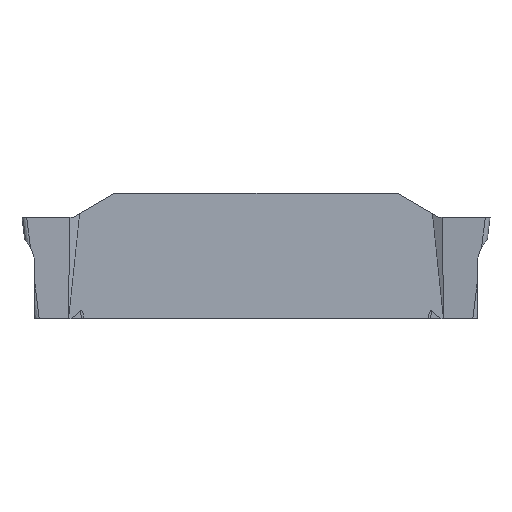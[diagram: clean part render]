
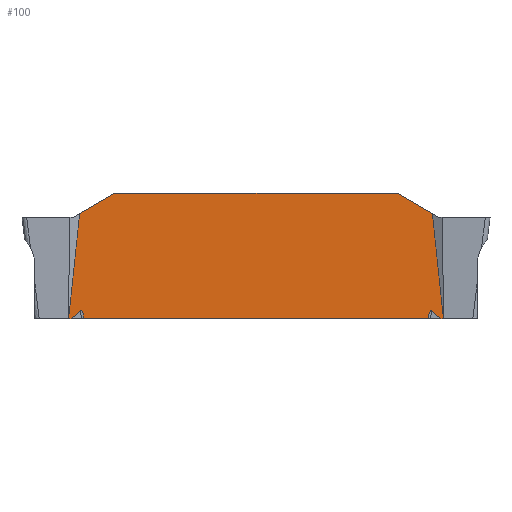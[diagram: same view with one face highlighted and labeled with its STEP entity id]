
A CAD part, left-side view. The second image highlights one B-rep face of the part: STEP entity #100.
In plain terms, the highlighted planar face has unit normal (-1, 0, 0).
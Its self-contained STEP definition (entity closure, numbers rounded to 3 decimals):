
#73=B_SPLINE_CURVE_WITH_KNOTS('',3,(#1309,#1310,#1311,#1312,#1313,#1314,
#1315,#1316,#1317,#1318,#1319,#1320,#1321,#1322,#1323,#1324,#1325,#1326,
#1327,#1328,#1329,#1330,#1331,#1332,#1333),.UNSPECIFIED.,.F.,.F.,(4,3,3,
3,3,3,3,3,4),(0.,0.018,0.037,0.054,
0.075,0.114,0.247,0.885,
1.),.UNSPECIFIED.);
#74=B_SPLINE_CURVE_WITH_KNOTS('',3,(#1334,#1335,#1336,#1337,#1338,#1339,
#1340,#1341,#1342,#1343,#1344,#1345,#1346,#1347,#1348,#1349,#1350,#1351,
#1352,#1353,#1354,#1355,#1356,#1357,#1358,#1359,#1360,#1361,#1362,#1363,
#1364,#1365,#1366,#1367),.UNSPECIFIED.,.F.,.F.,(4,3,3,3,3,3,3,3,3,3,3,4),
(0.,0.366,0.584,0.716,0.798,
0.868,0.911,0.934,0.952,
0.971,0.986,1.),.UNSPECIFIED.);
#100=ADVANCED_FACE('SIDE_IB_1_SU5',(#166),#138,.F.);
#138=PLANE('',#873);
#166=FACE_OUTER_BOUND('',#208,.T.);
#208=EDGE_LOOP('',(#439,#440,#441,#442,#443,#444,#445,#446,#447,#448,#449,
#450));
#251=LINE('',#1107,#319);
#253=LINE('',#1115,#321);
#255=LINE('',#1123,#323);
#273=LINE('',#1307,#341);
#274=LINE('',#1369,#342);
#275=LINE('',#1370,#343);
#276=LINE('',#1372,#344);
#277=LINE('',#1374,#345);
#278=LINE('',#1376,#346);
#279=LINE('',#1378,#347);
#319=VECTOR('',#914,1.);
#321=VECTOR('',#916,1.);
#323=VECTOR('',#918,1.);
#341=VECTOR('',#958,1.);
#342=VECTOR('',#959,1.);
#343=VECTOR('',#960,1.);
#344=VECTOR('',#961,1.);
#345=VECTOR('',#962,1.);
#346=VECTOR('',#963,1.);
#347=VECTOR('',#964,1.);
#439=ORIENTED_EDGE('',*,*,#753,.T.);
#440=ORIENTED_EDGE('',*,*,#754,.T.);
#441=ORIENTED_EDGE('',*,*,#714,.F.);
#442=ORIENTED_EDGE('',*,*,#755,.T.);
#443=ORIENTED_EDGE('',*,*,#756,.T.);
#444=ORIENTED_EDGE('',*,*,#711,.F.);
#445=ORIENTED_EDGE('',*,*,#757,.T.);
#446=ORIENTED_EDGE('',*,*,#758,.F.);
#447=ORIENTED_EDGE('',*,*,#759,.F.);
#448=ORIENTED_EDGE('',*,*,#760,.F.);
#449=ORIENTED_EDGE('',*,*,#761,.T.);
#450=ORIENTED_EDGE('',*,*,#717,.F.);
#631=VERTEX_POINT('',#1106);
#632=VERTEX_POINT('',#1108);
#634=VERTEX_POINT('',#1114);
#635=VERTEX_POINT('',#1116);
#637=VERTEX_POINT('',#1122);
#638=VERTEX_POINT('',#1124);
#667=VERTEX_POINT('',#1308);
#668=VERTEX_POINT('',#1368);
#669=VERTEX_POINT('',#1371);
#670=VERTEX_POINT('',#1373);
#671=VERTEX_POINT('',#1375);
#672=VERTEX_POINT('',#1377);
#711=EDGE_CURVE('',#631,#632,#251,.T.);
#714=EDGE_CURVE('',#634,#635,#253,.T.);
#717=EDGE_CURVE('',#637,#638,#255,.T.);
#753=EDGE_CURVE('',#637,#667,#273,.T.);
#754=EDGE_CURVE('',#667,#635,#73,.T.);
#755=EDGE_CURVE('',#634,#668,#74,.T.);
#756=EDGE_CURVE('',#668,#632,#274,.T.);
#757=EDGE_CURVE('',#631,#669,#275,.T.);
#758=EDGE_CURVE('',#670,#669,#276,.T.);
#759=EDGE_CURVE('',#671,#670,#277,.T.);
#760=EDGE_CURVE('',#672,#671,#278,.T.);
#761=EDGE_CURVE('',#672,#638,#279,.T.);
#873=AXIS2_PLACEMENT_3D('',#1379,#965,#966);
#914=DIRECTION('',(0.,1.,0.));
#916=DIRECTION('',(0.,1.,0.));
#918=DIRECTION('',(0.,1.,0.));
#958=DIRECTION('',(0.,-0.769,0.64));
#959=DIRECTION('',(0.,-0.769,-0.64));
#960=DIRECTION('',(0.,0.104,0.995));
#961=DIRECTION('',(0.,-0.866,-0.5));
#962=DIRECTION('',(0.,-1.,0.));
#963=DIRECTION('',(0.,-0.866,0.5));
#964=DIRECTION('',(0.,0.104,-0.995));
#965=DIRECTION('',(1.,0.,0.));
#966=DIRECTION('',(0.,0.,-1.));
#1106=CARTESIAN_POINT('',(-0.8,-8.272,-4.47));
#1107=CARTESIAN_POINT('',(-0.8,0.,-4.47));
#1108=CARTESIAN_POINT('',(-0.8,-8.163,-4.47));
#1114=CARTESIAN_POINT('',(-0.8,-7.586,-4.47));
#1115=CARTESIAN_POINT('',(-0.8,0.,-4.47));
#1116=CARTESIAN_POINT('',(-0.8,7.586,-4.47));
#1122=CARTESIAN_POINT('',(-0.8,8.163,-4.47));
#1123=CARTESIAN_POINT('',(-0.8,0.,-4.47));
#1124=CARTESIAN_POINT('',(-0.8,8.272,-4.47));
#1307=CARTESIAN_POINT('',(-0.8,1.143,1.373));
#1308=CARTESIAN_POINT('',(-0.8,7.729,-4.109));
#1309=CARTESIAN_POINT('',(-0.8,7.729,-4.109));
#1310=CARTESIAN_POINT('',(-0.8,7.727,-4.107));
#1311=CARTESIAN_POINT('',(-0.8,7.725,-4.106));
#1312=CARTESIAN_POINT('',(-0.8,7.723,-4.105));
#1313=CARTESIAN_POINT('',(-0.8,7.72,-4.104));
#1314=CARTESIAN_POINT('',(-0.8,7.718,-4.103));
#1315=CARTESIAN_POINT('',(-0.8,7.715,-4.103));
#1316=CARTESIAN_POINT('',(-0.8,7.713,-4.103));
#1317=CARTESIAN_POINT('',(-0.8,7.71,-4.103));
#1318=CARTESIAN_POINT('',(-0.8,7.708,-4.104));
#1319=CARTESIAN_POINT('',(-0.8,7.705,-4.105));
#1320=CARTESIAN_POINT('',(-0.8,7.703,-4.106));
#1321=CARTESIAN_POINT('',(-0.8,7.7,-4.108));
#1322=CARTESIAN_POINT('',(-0.8,7.696,-4.111));
#1323=CARTESIAN_POINT('',(-0.8,7.692,-4.115));
#1324=CARTESIAN_POINT('',(-0.8,7.689,-4.119));
#1325=CARTESIAN_POINT('',(-0.8,7.677,-4.134));
#1326=CARTESIAN_POINT('',(-0.8,7.669,-4.151));
#1327=CARTESIAN_POINT('',(-0.8,7.662,-4.168));
#1328=CARTESIAN_POINT('',(-0.8,7.629,-4.249));
#1329=CARTESIAN_POINT('',(-0.8,7.612,-4.337));
#1330=CARTESIAN_POINT('',(-0.8,7.595,-4.423));
#1331=CARTESIAN_POINT('',(-0.8,7.591,-4.439));
#1332=CARTESIAN_POINT('',(-0.8,7.588,-4.455));
#1333=CARTESIAN_POINT('',(-0.8,7.586,-4.47));
#1334=CARTESIAN_POINT('',(-0.8,-7.586,-4.47));
#1335=CARTESIAN_POINT('',(-0.8,-7.595,-4.42));
#1336=CARTESIAN_POINT('',(-0.8,-7.605,-4.371));
#1337=CARTESIAN_POINT('',(-0.8,-7.617,-4.321));
#1338=CARTESIAN_POINT('',(-0.8,-7.624,-4.292));
#1339=CARTESIAN_POINT('',(-0.8,-7.631,-4.263));
#1340=CARTESIAN_POINT('',(-0.8,-7.64,-4.234));
#1341=CARTESIAN_POINT('',(-0.8,-7.645,-4.216));
#1342=CARTESIAN_POINT('',(-0.8,-7.651,-4.199));
#1343=CARTESIAN_POINT('',(-0.8,-7.657,-4.182));
#1344=CARTESIAN_POINT('',(-0.8,-7.661,-4.171));
#1345=CARTESIAN_POINT('',(-0.8,-7.665,-4.16));
#1346=CARTESIAN_POINT('',(-0.8,-7.67,-4.15));
#1347=CARTESIAN_POINT('',(-0.8,-7.674,-4.142));
#1348=CARTESIAN_POINT('',(-0.8,-7.679,-4.133));
#1349=CARTESIAN_POINT('',(-0.8,-7.684,-4.125));
#1350=CARTESIAN_POINT('',(-0.8,-7.688,-4.12));
#1351=CARTESIAN_POINT('',(-0.8,-7.691,-4.115));
#1352=CARTESIAN_POINT('',(-0.8,-7.696,-4.111));
#1353=CARTESIAN_POINT('',(-0.8,-7.698,-4.109));
#1354=CARTESIAN_POINT('',(-0.8,-7.701,-4.107));
#1355=CARTESIAN_POINT('',(-0.8,-7.704,-4.106));
#1356=CARTESIAN_POINT('',(-0.8,-7.706,-4.104));
#1357=CARTESIAN_POINT('',(-0.8,-7.708,-4.103));
#1358=CARTESIAN_POINT('',(-0.8,-7.711,-4.103));
#1359=CARTESIAN_POINT('',(-0.8,-7.713,-4.103));
#1360=CARTESIAN_POINT('',(-0.8,-7.716,-4.103));
#1361=CARTESIAN_POINT('',(-0.8,-7.718,-4.103));
#1362=CARTESIAN_POINT('',(-0.8,-7.72,-4.104));
#1363=CARTESIAN_POINT('',(-0.8,-7.722,-4.105));
#1364=CARTESIAN_POINT('',(-0.8,-7.724,-4.106));
#1365=CARTESIAN_POINT('',(-0.8,-7.726,-4.107));
#1366=CARTESIAN_POINT('',(-0.8,-7.728,-4.108));
#1367=CARTESIAN_POINT('',(-0.8,-7.729,-4.109));
#1368=CARTESIAN_POINT('',(-0.8,-7.729,-4.109));
#1369=CARTESIAN_POINT('',(-0.8,-1.143,1.373));
#1370=CARTESIAN_POINT('',(-0.8,-7.718,0.809));
#1371=CARTESIAN_POINT('',(-0.8,-7.786,0.168));
#1372=CARTESIAN_POINT('',(-0.8,-2.019,3.497));
#1373=CARTESIAN_POINT('',(-0.8,-6.222,1.07));
#1374=CARTESIAN_POINT('',(-0.8,0.,1.07));
#1375=CARTESIAN_POINT('',(-0.8,6.222,1.07));
#1376=CARTESIAN_POINT('',(-0.8,2.019,3.497));
#1377=CARTESIAN_POINT('',(-0.8,7.786,0.168));
#1378=CARTESIAN_POINT('',(-0.8,7.718,0.809));
#1379=CARTESIAN_POINT('',(-0.8,0.,0.));
